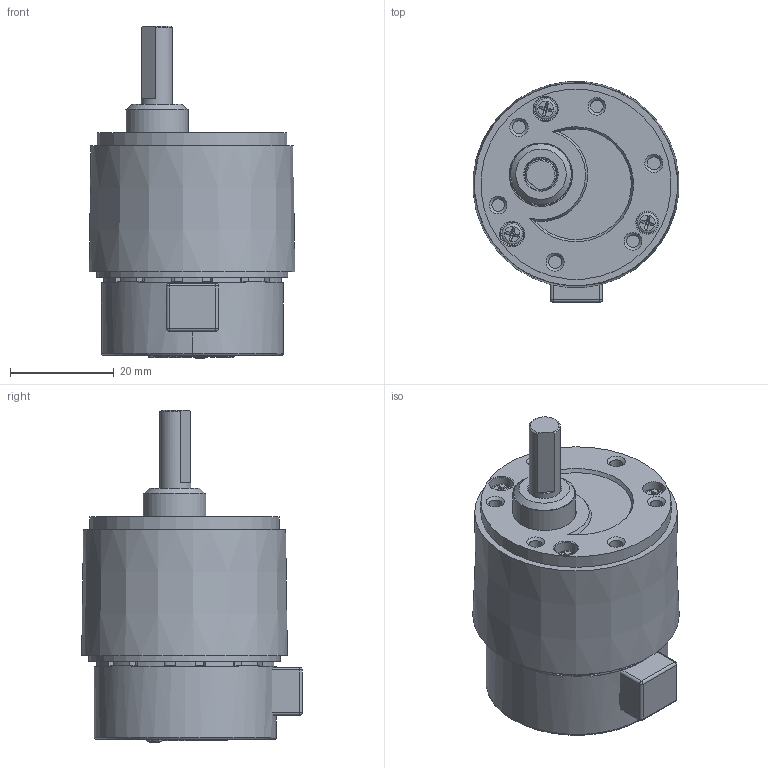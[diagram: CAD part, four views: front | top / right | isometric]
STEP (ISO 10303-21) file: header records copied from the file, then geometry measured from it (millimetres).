
FILE_DESCRIPTION(/* description */ (''),/* implementation_level */ '2;1');
FILE_NAME(/* name */ 'SM158_L43,3_stp',/* time_stamp */ '2024-10-17T11:51:47+02:00',/* author */ (''),/* organization */ (''),/* preprocessor_version */ 'ST-DEVELOPER v11',/* originating_system */ 'UGS - NX 5.0',/* authorisation */ '');
FILE_SCHEMA (('AUTOMOTIVE_DESIGN { 1 0 10303 214 1 1 1 1 }'));
Length unit declared in the file: millimetre
Products named in the file (1): SM158_L43,3_stp
Bounding box: 39.55 x 42.42 x 63.85 mm (x, y, z)
Volume: 30705.3 mm3; surface area: 23163 mm2
Topology: 11 solids, 11 shells, 1145 faces, 2740 edges, 1788 vertices
Faces by surface type: plane 702, cylinder 369, cone 34, bspline 20, torus 16, sphere 4
Full cylindrical faces by diameter (mm): 1.6 x3, 2 x4, 2.3 x3, 2.4 x3, 2.5 x5, 2.65 x3, 2.7 x3, 2.85 x3, 3.4 x2, 3.5 x4, 4 x9, 4.4 x4, 4.5 x2, 6 x1, 6.2 x1, 8.2 x1, 10.5 x1, 10.52 x1, 12 x1, 12.2 x1, 24.25 x1, 34.8 x1, 36.6 x1, 36.8 x1, 37 x1
Entity records: 35459 total; most frequent: CARTESIAN_POINT 6393, DIRECTION 5887, ORIENTED_EDGE 5250, EDGE_CURVE 2625, AXIS2_PLACEMENT_3D 2250, VERTEX_POINT 1762, EDGE_LOOP 1469, LINE 1387
